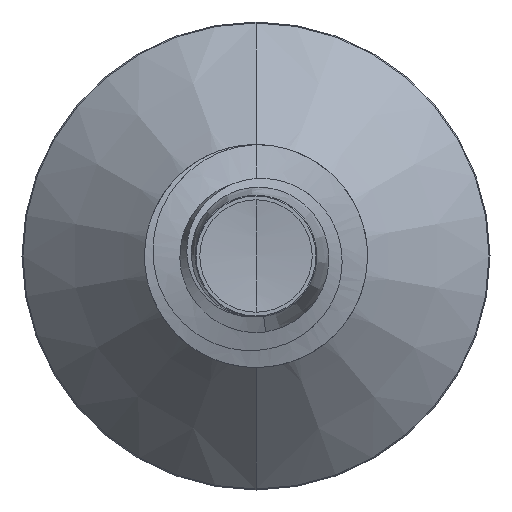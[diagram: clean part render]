
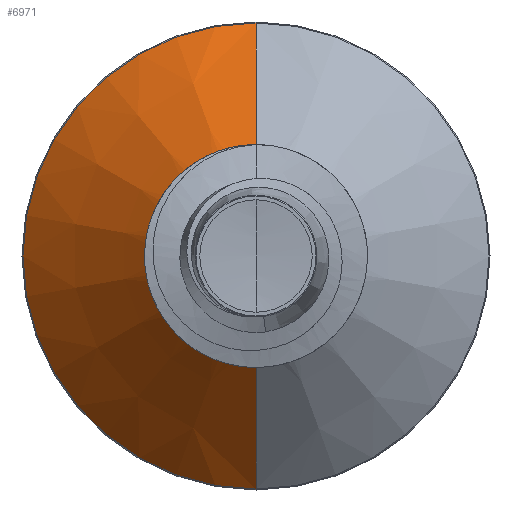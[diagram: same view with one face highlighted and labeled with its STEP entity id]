
A CAD part, front view. The second image highlights one B-rep face of the part: STEP entity #6971.
In plain terms, the highlighted conical face has half-angle 45 degrees and reference radius 1.506 mm.
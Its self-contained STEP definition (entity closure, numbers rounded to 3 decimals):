
#231 = EDGE_CURVE ( 'NONE', #6837, #3870, #5722, .T. ) ;
#262 = CARTESIAN_POINT ( 'NONE',  ( 0., 5.782, -4.182 ) ) ;
#1017 = VECTOR ( 'NONE', #2452, 1000. ) ;
#1270 = AXIS2_PLACEMENT_3D ( 'NONE', #7062, #7046, #7038 ) ;
#2289 = EDGE_CURVE ( 'NONE', #3870, #3708, #8156, .T. ) ;
#2299 = CARTESIAN_POINT ( 'NONE',  ( 0., 3.106, -1.506 ) ) ;
#2452 = DIRECTION ( 'NONE',  ( 0., 0.707, -0.707 ) ) ;
#2594 = CARTESIAN_POINT ( 'NONE',  ( 0., 3.106, 1.506 ) ) ;
#2741 = CARTESIAN_POINT ( 'NONE',  ( 0., 5.782, 4.182 ) ) ;
#2960 = LINE ( 'NONE', #7052, #1017 ) ;
#2992 = EDGE_LOOP ( 'NONE', ( #4366, #5437, #6718, #5143 ) ) ;
#3187 = AXIS2_PLACEMENT_3D ( 'NONE', #6946, #6905, #4714 ) ;
#3708 = VERTEX_POINT ( 'NONE', #2741 ) ;
#3870 = VERTEX_POINT ( 'NONE', #2594 ) ;
#4282 = VERTEX_POINT ( 'NONE', #262 ) ;
#4366 = ORIENTED_EDGE ( 'NONE', *, *, #4623, .F. ) ;
#4623 = EDGE_CURVE ( 'NONE', #6837, #4282, #2960, .T. ) ;
#4714 = DIRECTION ( 'NONE',  ( 0., 0., 1. ) ) ;
#5143 = ORIENTED_EDGE ( 'NONE', *, *, #7444, .F. ) ;
#5437 = ORIENTED_EDGE ( 'NONE', *, *, #231, .T. ) ;
#5722 = CIRCLE ( 'NONE', #3187, 1.506 ) ;
#5877 = CIRCLE ( 'NONE', #1270, 4.182 ) ;
#6718 = ORIENTED_EDGE ( 'NONE', *, *, #2289, .T. ) ;
#6837 = VERTEX_POINT ( 'NONE', #2299 ) ;
#6905 = DIRECTION ( 'NONE',  ( 0., 1., 0. ) ) ;
#6946 = CARTESIAN_POINT ( 'NONE',  ( 0., 3.106, 0. ) ) ;
#6971 = ADVANCED_FACE ( 'NONE', ( #8108 ), #8062, .T. ) ;
#7038 = DIRECTION ( 'NONE',  ( 0., 0., 1. ) ) ;
#7046 = DIRECTION ( 'NONE',  ( 0., 1., 0. ) ) ;
#7052 = CARTESIAN_POINT ( 'NONE',  ( 0., 3.106, -1.506 ) ) ;
#7062 = CARTESIAN_POINT ( 'NONE',  ( 0., 5.782, 0. ) ) ;
#7259 = DIRECTION ( 'NONE',  ( 0., 0.707, 0.707 ) ) ;
#7444 = EDGE_CURVE ( 'NONE', #4282, #3708, #5877, .T. ) ;
#7622 = DIRECTION ( 'NONE',  ( 0., 1., 0. ) ) ;
#7639 = CARTESIAN_POINT ( 'NONE',  ( 0., 3.106, 0. ) ) ;
#7647 = DIRECTION ( 'NONE',  ( 0., 0., 1. ) ) ;
#7887 = AXIS2_PLACEMENT_3D ( 'NONE', #7639, #7622, #7647 ) ;
#7925 = VECTOR ( 'NONE', #7259, 1000. ) ;
#8062 = CONICAL_SURFACE ( 'NONE', #7887, 1.506, 0.785 ) ;
#8070 = CARTESIAN_POINT ( 'NONE',  ( 0., 3.106, 1.506 ) ) ;
#8108 = FACE_OUTER_BOUND ( 'NONE', #2992, .T. ) ;
#8156 = LINE ( 'NONE', #8070, #7925 ) ;
